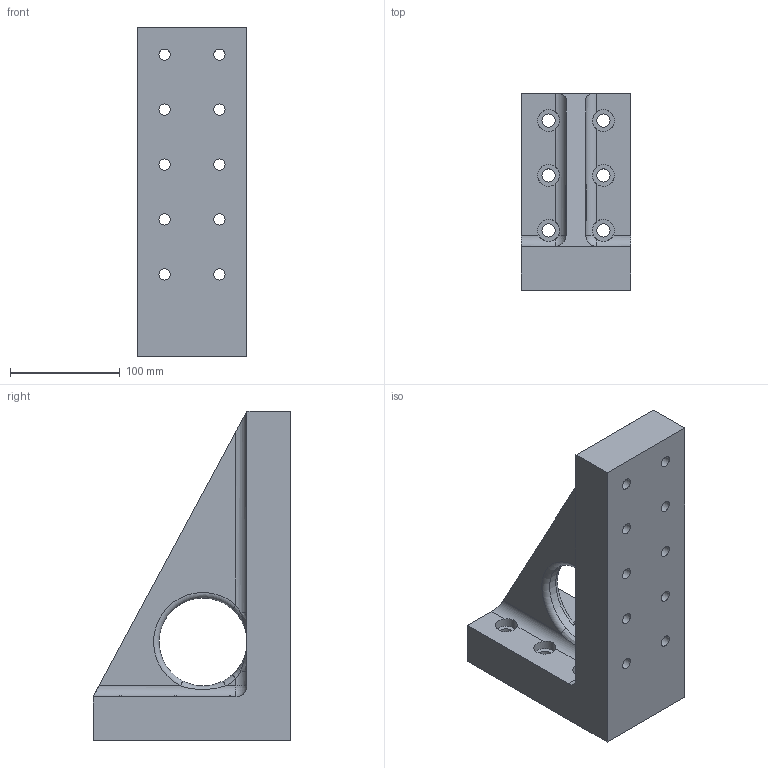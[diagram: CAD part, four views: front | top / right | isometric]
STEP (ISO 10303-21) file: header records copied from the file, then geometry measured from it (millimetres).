
FILE_DESCRIPTION( ( 'Unknown' ), '1' );
FILE_NAME( 'BP24-180100-0300-12.stp', 'Unknown', ( 'S.C.H' ), ( 'Unknown' ), 'XStep 1.0', 'Unknown', ' ' );
FILE_SCHEMA( ( 'CONFIG_CONTROL_DESIGN' ) );
Length unit declared in the file: millimetre
Products named in the file (1): 1
Bounding box: 100 x 180 x 300 mm (x, y, z)
Volume: 1926669.7 mm3; surface area: 178072.6 mm2
Topology: 1 solids, 1 shells, 84 faces, 230 edges, 144 vertices
Faces by surface type: cylinder 37, plane 27, bspline 14, torus 4, sphere 2
Full cylindrical faces by diameter (mm): 10.2 x10, 12 x6, 20 x12, 80 x1
Entity records: 5563 total; most frequent: CARTESIAN_POINT 3674, DIRECTION 371, ORIENTED_EDGE 342, EDGE_CURVE 171, AXIS2_PLACEMENT_3D 163, EDGE_LOOP 151, VERTEX_POINT 122, FACE_OUTER_BOUND 113
